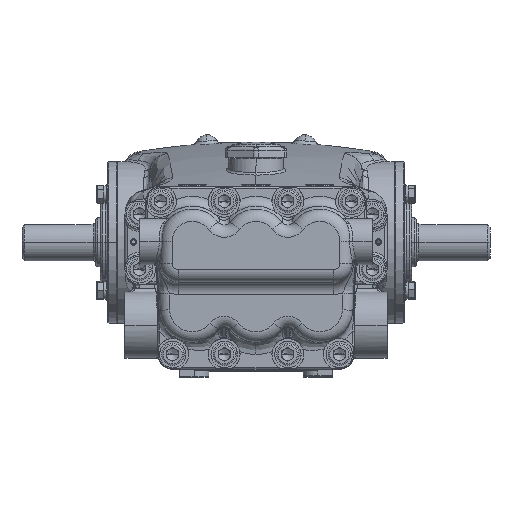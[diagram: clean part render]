
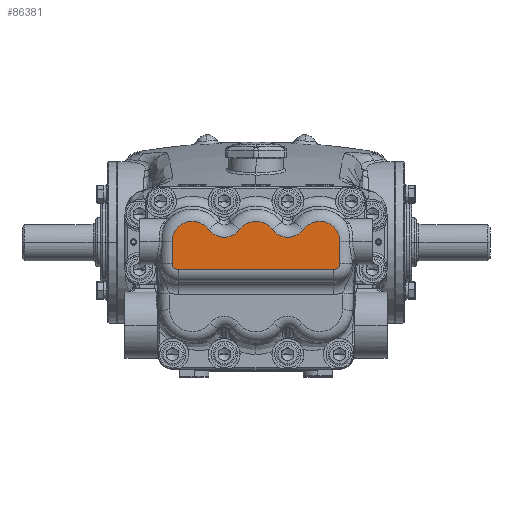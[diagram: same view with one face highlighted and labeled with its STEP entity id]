
A CAD part, top view. The second image highlights one B-rep face of the part: STEP entity #86381.
In plain terms, the highlighted planar face has unit normal (0, 0, 1).
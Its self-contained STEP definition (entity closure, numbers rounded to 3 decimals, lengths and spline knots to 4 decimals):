
#311 = CARTESIAN_POINT ( 'NONE',  ( -1.0236, 0.7677, 14.8819 ) ) ;
#418 = AXIS2_PLACEMENT_3D ( 'NONE', #70119, #33560, #78153 ) ;
#883 = ORIENTED_EDGE ( 'NONE', *, *, #19559, .F. ) ;
#1032 = ORIENTED_EDGE ( 'NONE', *, *, #72990, .T. ) ;
#1215 = CARTESIAN_POINT ( 'NONE',  ( -0.5197, 0.3898, 14.8819 ) ) ;
#2540 = AXIS2_PLACEMENT_3D ( 'NONE', #50399, #7535, #103008 ) ;
#3644 = DIRECTION ( 'NONE',  ( -1., 0., 0. ) ) ;
#7535 = DIRECTION ( 'NONE',  ( 0., 0., 1. ) ) ;
#9095 = VERTEX_POINT ( 'NONE', #78293 ) ;
#14006 = EDGE_CURVE ( 'NONE', #58267, #101116, #15514, .T. ) ;
#14538 = EDGE_CURVE ( 'NONE', #38144, #9095, #45969, .T. ) ;
#15514 = CIRCLE ( 'NONE', #33757, 0.6496 ) ;
#16011 = ORIENTED_EDGE ( 'NONE', *, *, #14006, .F. ) ;
#18061 = ORIENTED_EDGE ( 'NONE', *, *, #72583, .T. ) ;
#19559 = EDGE_CURVE ( 'NONE', #108930, #58267, #101344, .T. ) ;
#20824 = DIRECTION ( 'NONE',  ( 0., 0., -1. ) ) ;
#24815 = CIRCLE ( 'NONE', #30273, 0.6496 ) ;
#25318 = CARTESIAN_POINT ( 'NONE',  ( 2.6969, 0., 14.8819 ) ) ;
#26692 = VECTOR ( 'NONE', #48533, 39.3701 ) ;
#29088 = CARTESIAN_POINT ( 'NONE',  ( -2.6969, 0., 14.8819 ) ) ;
#29634 = AXIS2_PLACEMENT_3D ( 'NONE', #52252, #87679, #79644 ) ;
#30273 = AXIS2_PLACEMENT_3D ( 'NONE', #111261, #110701, #92970 ) ;
#32063 = CARTESIAN_POINT ( 'NONE',  ( 2.6969, -0.7087, 14.8819 ) ) ;
#33560 = DIRECTION ( 'NONE',  ( 0., 0., -1. ) ) ;
#33757 = AXIS2_PLACEMENT_3D ( 'NONE', #81975, #20824, #3644 ) ;
#35099 = CARTESIAN_POINT ( 'NONE',  ( -2.6969, -0.7087, 14.8819 ) ) ;
#37323 = EDGE_CURVE ( 'NONE', #108930, #68154, #24815, .T. ) ;
#38144 = VERTEX_POINT ( 'NONE', #32063 ) ;
#39132 = ORIENTED_EDGE ( 'NONE', *, *, #40126, .T. ) ;
#40126 = EDGE_CURVE ( 'NONE', #44473, #9095, #65375, .T. ) ;
#41961 = EDGE_LOOP ( 'NONE', ( #55847, #18061, #1032, #84160, #39132, #65390, #110157, #16011, #883, #45441 ) ) ;
#44473 = VERTEX_POINT ( 'NONE', #80164 ) ;
#44812 = CARTESIAN_POINT ( 'NONE',  ( 0.5197, 0.3898, 14.8819 ) ) ;
#45441 = ORIENTED_EDGE ( 'NONE', *, *, #37323, .T. ) ;
#45969 = CIRCLE ( 'NONE', #418, 0.1969 ) ;
#46745 = LINE ( 'NONE', #87981, #111787 ) ;
#48533 = DIRECTION ( 'NONE',  ( 0., -1., 0. ) ) ;
#49675 = LINE ( 'NONE', #84573, #26692 ) ;
#50399 = CARTESIAN_POINT ( 'NONE',  ( -2.5, -0.7087, 14.8819 ) ) ;
#52252 = CARTESIAN_POINT ( 'NONE',  ( -2.0472, 0., 14.8819 ) ) ;
#52392 = CARTESIAN_POINT ( 'NONE',  ( 1.5276, 0.3898, 14.8819 ) ) ;
#54876 = CARTESIAN_POINT ( 'NONE',  ( 1.0236, 0.7677, 14.8819 ) ) ;
#55847 = ORIENTED_EDGE ( 'NONE', *, *, #92380, .T. ) ;
#56577 = DIRECTION ( 'NONE',  ( -1., 0., 0. ) ) ;
#56786 = EDGE_CURVE ( 'NONE', #101116, #38144, #49675, .T. ) ;
#58267 = VERTEX_POINT ( 'NONE', #52392 ) ;
#59548 = PLANE ( 'NONE',  #2540 ) ;
#64579 = DIRECTION ( 'NONE',  ( 0., 0., 1. ) ) ;
#65144 = EDGE_CURVE ( 'NONE', #73602, #44473, #105486, .T. ) ;
#65375 = LINE ( 'NONE', #109995, #95041 ) ;
#65390 = ORIENTED_EDGE ( 'NONE', *, *, #14538, .F. ) ;
#67999 = CIRCLE ( 'NONE', #29634, 0.6496 ) ;
#68154 = VERTEX_POINT ( 'NONE', #1215 ) ;
#68296 = DIRECTION ( 'NONE',  ( 0., 0., 1. ) ) ;
#68902 = CIRCLE ( 'NONE', #88990, 0.6299 ) ;
#70027 = DIRECTION ( 'NONE',  ( 0., 0., -1. ) ) ;
#70119 = CARTESIAN_POINT ( 'NONE',  ( 2.5, -0.7087, 14.8819 ) ) ;
#72583 = EDGE_CURVE ( 'NONE', #95171, #91072, #67999, .T. ) ;
#72990 = EDGE_CURVE ( 'NONE', #91072, #73602, #46745, .T. ) ;
#73602 = VERTEX_POINT ( 'NONE', #35099 ) ;
#74524 = DIRECTION ( 'NONE',  ( 1., 0., 0. ) ) ;
#76685 = FACE_OUTER_BOUND ( 'NONE', #41961, .T. ) ;
#78153 = DIRECTION ( 'NONE',  ( -1., 0., 0. ) ) ;
#78293 = CARTESIAN_POINT ( 'NONE',  ( 2.5, -0.9055, 14.8819 ) ) ;
#79644 = DIRECTION ( 'NONE',  ( 1., 0., 0. ) ) ;
#80164 = CARTESIAN_POINT ( 'NONE',  ( -2.5, -0.9055, 14.8819 ) ) ;
#81975 = CARTESIAN_POINT ( 'NONE',  ( 2.0472, 0., 14.8819 ) ) ;
#84160 = ORIENTED_EDGE ( 'NONE', *, *, #65144, .T. ) ;
#84573 = CARTESIAN_POINT ( 'NONE',  ( 2.6969, -0.7087, 14.8819 ) ) ;
#84948 = AXIS2_PLACEMENT_3D ( 'NONE', #54876, #64579, #56577 ) ;
#86381 = ADVANCED_FACE ( 'NONE', ( #76685 ), #59548, .T. ) ;
#87679 = DIRECTION ( 'NONE',  ( 0., 0., 1. ) ) ;
#87981 = CARTESIAN_POINT ( 'NONE',  ( -2.6969, -0.7087, 14.8819 ) ) ;
#88990 = AXIS2_PLACEMENT_3D ( 'NONE', #311, #70027, #111844 ) ;
#90235 = DIRECTION ( 'NONE',  ( 0., -1., 0. ) ) ;
#91072 = VERTEX_POINT ( 'NONE', #29088 ) ;
#92380 = EDGE_CURVE ( 'NONE', #68154, #95171, #68902, .T. ) ;
#92763 = AXIS2_PLACEMENT_3D ( 'NONE', #110655, #68296, #93469 ) ;
#92970 = DIRECTION ( 'NONE',  ( 1., 0., 0. ) ) ;
#93469 = DIRECTION ( 'NONE',  ( 1., 0., 0. ) ) ;
#94719 = CARTESIAN_POINT ( 'NONE',  ( -1.5276, 0.3898, 14.8819 ) ) ;
#95041 = VECTOR ( 'NONE', #74524, 39.3701 ) ;
#95171 = VERTEX_POINT ( 'NONE', #94719 ) ;
#101116 = VERTEX_POINT ( 'NONE', #25318 ) ;
#101344 = CIRCLE ( 'NONE', #84948, 0.6299 ) ;
#103008 = DIRECTION ( 'NONE',  ( 1., 0., 0. ) ) ;
#105486 = CIRCLE ( 'NONE', #92763, 0.1969 ) ;
#108930 = VERTEX_POINT ( 'NONE', #44812 ) ;
#109995 = CARTESIAN_POINT ( 'NONE',  ( 0., -0.9055, 14.8819 ) ) ;
#110157 = ORIENTED_EDGE ( 'NONE', *, *, #56786, .F. ) ;
#110655 = CARTESIAN_POINT ( 'NONE',  ( -2.5, -0.7087, 14.8819 ) ) ;
#110701 = DIRECTION ( 'NONE',  ( 0., 0., 1. ) ) ;
#111261 = CARTESIAN_POINT ( 'NONE',  ( 0., 0., 14.8819 ) ) ;
#111787 = VECTOR ( 'NONE', #90235, 39.3701 ) ;
#111844 = DIRECTION ( 'NONE',  ( 1., 0., 0. ) ) ;
